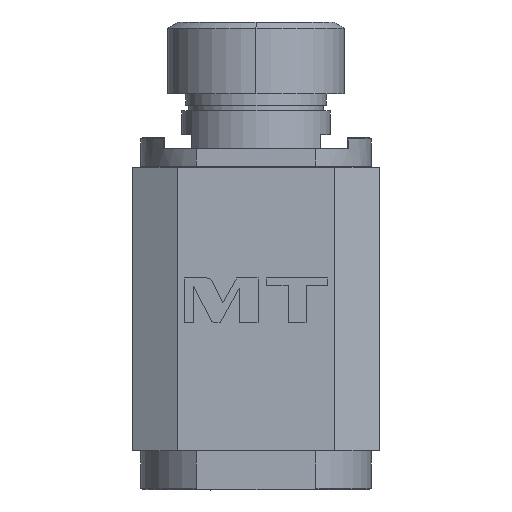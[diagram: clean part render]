
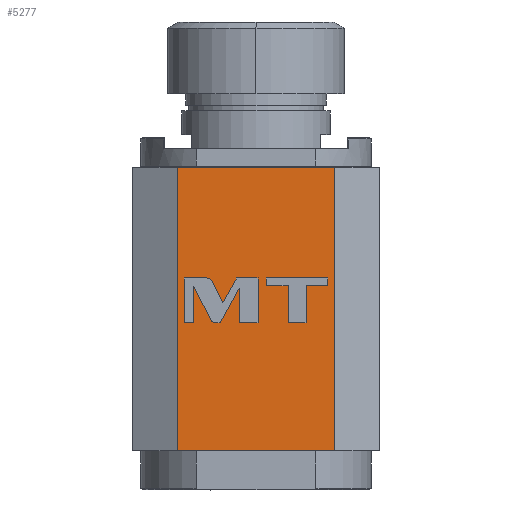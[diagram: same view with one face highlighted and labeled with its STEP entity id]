
A CAD part, left-side view. The second image highlights one B-rep face of the part: STEP entity #5277.
In plain terms, the highlighted planar face has unit normal (-1, 0, 0).
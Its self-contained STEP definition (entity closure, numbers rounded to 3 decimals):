
#1=DIRECTION('',(0.,0.,1.));
#2=VECTOR('',#1,101.);
#3=CARTESIAN_POINT('',(-112.,28.,-53.5));
#4=LINE('',#3,#2);
#5=DIRECTION('',(0.,-1.,0.));
#6=VECTOR('',#5,56.);
#7=CARTESIAN_POINT('',(-112.,28.,47.5));
#8=LINE('',#7,#6);
#9=DIRECTION('',(0.,0.,1.));
#10=VECTOR('',#9,101.);
#11=CARTESIAN_POINT('',(-112.,-28.,-53.5));
#12=LINE('',#11,#10);
#13=DIRECTION('',(0.,1.,0.));
#14=VECTOR('',#13,56.);
#15=CARTESIAN_POINT('',(-112.,-28.,-53.5));
#16=LINE('',#15,#14);
#17=CARTESIAN_POINT('',(-112.,15.816,6.958));
#18=CARTESIAN_POINT('',(-112.,16.148,7.601));
#19=CARTESIAN_POINT('',(-112.,16.804,8.));
#20=CARTESIAN_POINT('',(-112.,17.528,8.));
#22=DIRECTION('',(0.,1.,0.));
#23=VECTOR('',#22,8.043);
#24=CARTESIAN_POINT('',(-112.,17.528,8.));
#25=LINE('',#24,#23);
#26=DIRECTION('',(0.,0.,-1.));
#27=VECTOR('',#26,16.);
#28=CARTESIAN_POINT('',(-112.,25.571,8.));
#29=LINE('',#28,#27);
#30=DIRECTION('',(0.,-1.,0.));
#31=VECTOR('',#30,3.328);
#32=CARTESIAN_POINT('',(-112.,25.571,-8.));
#33=LINE('',#32,#31);
#34=DIRECTION('',(0.,0.,1.));
#35=VECTOR('',#34,12.962);
#36=CARTESIAN_POINT('',(-112.,22.243,-8.));
#37=LINE('',#36,#35);
#38=DIRECTION('',(0.,-0.459,-0.888));
#39=VECTOR('',#38,13.419);
#40=CARTESIAN_POINT('',(-112.,22.243,4.962));
#41=LINE('',#40,#39);
#42=CARTESIAN_POINT('',(-112.,16.08,-6.958));
#43=CARTESIAN_POINT('',(-112.,15.747,-7.601));
#44=CARTESIAN_POINT('',(-112.,15.091,-8.));
#45=CARTESIAN_POINT('',(-112.,14.367,-8.));
#47=DIRECTION('',(0.,-1.,0.));
#48=VECTOR('',#47,1.669);
#49=CARTESIAN_POINT('',(-112.,14.367,-8.));
#50=LINE('',#49,#48);
#51=DIRECTION('',(0.,-0.481,0.877));
#52=VECTOR('',#51,13.883);
#53=CARTESIAN_POINT('',(-112.,12.698,-8.));
#54=LINE('',#53,#52);
#55=DIRECTION('',(0.,0.,-1.));
#56=VECTOR('',#55,12.17);
#57=CARTESIAN_POINT('',(-112.,6.018,4.17));
#58=LINE('',#57,#56);
#59=DIRECTION('',(0.,-1.,0.));
#60=VECTOR('',#59,6.733);
#61=CARTESIAN_POINT('',(-112.,6.018,-8.));
#62=LINE('',#61,#60);
#63=DIRECTION('',(0.,0.,1.));
#64=VECTOR('',#63,16.);
#65=CARTESIAN_POINT('',(-112.,-0.715,-8.));
#66=LINE('',#65,#64);
#67=DIRECTION('',(0.,1.,0.));
#68=VECTOR('',#67,7.59);
#69=CARTESIAN_POINT('',(-112.,-0.715,8.));
#70=LINE('',#69,#68);
#71=DIRECTION('',(0.,0.481,-0.877));
#72=VECTOR('',#71,10.144);
#73=CARTESIAN_POINT('',(-112.,6.875,8.));
#74=LINE('',#73,#72);
#75=DIRECTION('',(0.,0.459,0.888));
#76=VECTOR('',#75,8.838);
#77=CARTESIAN_POINT('',(-112.,11.756,-0.893));
#78=LINE('',#77,#76);
#79=DIRECTION('',(0.,0.,-1.));
#80=VECTOR('',#79,13.275);
#81=CARTESIAN_POINT('',(-112.,-11.475,5.275));
#82=LINE('',#81,#80);
#83=DIRECTION('',(0.,-1.,0.));
#84=VECTOR('',#83,6.337);
#85=CARTESIAN_POINT('',(-112.,-11.475,-8.));
#86=LINE('',#85,#84);
#87=DIRECTION('',(0.,0.,1.));
#88=VECTOR('',#87,13.275);
#89=CARTESIAN_POINT('',(-112.,-17.812,-8.));
#90=LINE('',#89,#88);
#91=DIRECTION('',(0.,-1.,0.));
#92=VECTOR('',#91,7.757);
#93=CARTESIAN_POINT('',(-112.,-17.812,5.275));
#94=LINE('',#93,#92);
#95=DIRECTION('',(0.,0.,1.));
#96=VECTOR('',#95,2.725);
#97=CARTESIAN_POINT('',(-112.,-25.569,5.275));
#98=LINE('',#97,#96);
#99=DIRECTION('',(0.,1.,0.));
#100=VECTOR('',#99,21.851);
#101=CARTESIAN_POINT('',(-112.,-25.569,8.));
#102=LINE('',#101,#100);
#103=DIRECTION('',(0.,0.,-1.));
#104=VECTOR('',#103,2.725);
#105=CARTESIAN_POINT('',(-112.,-3.718,8.));
#106=LINE('',#105,#104);
#107=DIRECTION('',(0.,-1.,0.));
#108=VECTOR('',#107,7.757);
#109=CARTESIAN_POINT('',(-112.,-3.718,5.275));
#110=LINE('',#109,#108);
#4387=CARTESIAN_POINT('',(-112.,28.,-53.5));
#4388=CARTESIAN_POINT('',(-112.,28.,47.5));
#4389=VERTEX_POINT('',#4387);
#4390=VERTEX_POINT('',#4388);
#4391=CARTESIAN_POINT('',(-112.,-28.,-53.5));
#4392=CARTESIAN_POINT('',(-112.,-28.,47.5));
#4393=VERTEX_POINT('',#4391);
#4394=VERTEX_POINT('',#4392);
#5166=CARTESIAN_POINT('',(-112.,15.816,6.958));
#5167=VERTEX_POINT('',#5166);
#5168=CARTESIAN_POINT('',(-112.,17.528,8.));
#5169=VERTEX_POINT('',#5168);
#5170=CARTESIAN_POINT('',(-112.,25.571,8.));
#5171=VERTEX_POINT('',#5170);
#5172=CARTESIAN_POINT('',(-112.,25.571,-8.));
#5173=VERTEX_POINT('',#5172);
#5174=CARTESIAN_POINT('',(-112.,22.243,-8.));
#5175=VERTEX_POINT('',#5174);
#5176=CARTESIAN_POINT('',(-112.,22.243,4.962));
#5177=VERTEX_POINT('',#5176);
#5178=CARTESIAN_POINT('',(-112.,16.08,-6.958));
#5179=VERTEX_POINT('',#5178);
#5180=CARTESIAN_POINT('',(-112.,14.367,-8.));
#5181=VERTEX_POINT('',#5180);
#5182=CARTESIAN_POINT('',(-112.,12.698,-8.));
#5183=VERTEX_POINT('',#5182);
#5184=CARTESIAN_POINT('',(-112.,6.018,4.17));
#5185=VERTEX_POINT('',#5184);
#5186=CARTESIAN_POINT('',(-112.,6.018,-8.));
#5187=VERTEX_POINT('',#5186);
#5188=CARTESIAN_POINT('',(-112.,-0.715,-8.));
#5189=VERTEX_POINT('',#5188);
#5190=CARTESIAN_POINT('',(-112.,-0.715,8.));
#5191=VERTEX_POINT('',#5190);
#5192=CARTESIAN_POINT('',(-112.,6.875,8.));
#5193=VERTEX_POINT('',#5192);
#5194=CARTESIAN_POINT('',(-112.,11.756,-0.893));
#5195=VERTEX_POINT('',#5194);
#5196=CARTESIAN_POINT('',(-112.,-11.475,5.275));
#5197=VERTEX_POINT('',#5196);
#5198=CARTESIAN_POINT('',(-112.,-11.475,-8.));
#5199=VERTEX_POINT('',#5198);
#5200=CARTESIAN_POINT('',(-112.,-17.812,-8.));
#5201=VERTEX_POINT('',#5200);
#5202=CARTESIAN_POINT('',(-112.,-17.812,5.275));
#5203=VERTEX_POINT('',#5202);
#5204=CARTESIAN_POINT('',(-112.,-25.569,5.275));
#5205=VERTEX_POINT('',#5204);
#5206=CARTESIAN_POINT('',(-112.,-25.569,8.));
#5207=VERTEX_POINT('',#5206);
#5208=CARTESIAN_POINT('',(-112.,-3.718,8.));
#5209=VERTEX_POINT('',#5208);
#5210=CARTESIAN_POINT('',(-112.,-3.718,5.275));
#5211=VERTEX_POINT('',#5210);
#5212=CARTESIAN_POINT('',(-112.,0.,0.));
#5213=DIRECTION('',(1.,0.,0.));
#5214=DIRECTION('',(0.,1.,0.));
#5215=AXIS2_PLACEMENT_3D('',#5212,#5213,#5214);
#5216=PLANE('',#5215);
#5218=ORIENTED_EDGE('',*,*,#5217,.T.);
#5220=ORIENTED_EDGE('',*,*,#5219,.T.);
#5222=ORIENTED_EDGE('',*,*,#5221,.F.);
#5224=ORIENTED_EDGE('',*,*,#5223,.T.);
#5225=EDGE_LOOP('',(#5218,#5220,#5222,#5224));
#5226=FACE_OUTER_BOUND('',#5225,.F.);
#5228=ORIENTED_EDGE('',*,*,#5227,.T.);
#5230=ORIENTED_EDGE('',*,*,#5229,.T.);
#5232=ORIENTED_EDGE('',*,*,#5231,.T.);
#5234=ORIENTED_EDGE('',*,*,#5233,.T.);
#5236=ORIENTED_EDGE('',*,*,#5235,.T.);
#5238=ORIENTED_EDGE('',*,*,#5237,.T.);
#5240=ORIENTED_EDGE('',*,*,#5239,.T.);
#5242=ORIENTED_EDGE('',*,*,#5241,.T.);
#5244=ORIENTED_EDGE('',*,*,#5243,.T.);
#5246=ORIENTED_EDGE('',*,*,#5245,.T.);
#5248=ORIENTED_EDGE('',*,*,#5247,.T.);
#5250=ORIENTED_EDGE('',*,*,#5249,.T.);
#5252=ORIENTED_EDGE('',*,*,#5251,.T.);
#5254=ORIENTED_EDGE('',*,*,#5253,.T.);
#5256=ORIENTED_EDGE('',*,*,#5255,.T.);
#5257=EDGE_LOOP('',(#5228,#5230,#5232,#5234,#5236,#5238,#5240,#5242,#5244,#5246,
#5248,#5250,#5252,#5254,#5256));
#5258=FACE_BOUND('',#5257,.F.);
#5260=ORIENTED_EDGE('',*,*,#5259,.T.);
#5262=ORIENTED_EDGE('',*,*,#5261,.T.);
#5264=ORIENTED_EDGE('',*,*,#5263,.T.);
#5266=ORIENTED_EDGE('',*,*,#5265,.T.);
#5268=ORIENTED_EDGE('',*,*,#5267,.T.);
#5270=ORIENTED_EDGE('',*,*,#5269,.T.);
#5272=ORIENTED_EDGE('',*,*,#5271,.T.);
#5274=ORIENTED_EDGE('',*,*,#5273,.T.);
#5275=EDGE_LOOP('',(#5260,#5262,#5264,#5266,#5268,#5270,#5272,#5274));
#5276=FACE_BOUND('',#5275,.F.);
#5277=ADVANCED_FACE('',(#5226,#5258,#5276),#5216,.F.);
#21=B_SPLINE_CURVE_WITH_KNOTS('',3,(#17,#18,#19,#20),.UNSPECIFIED.,.F.,.F.,(4,
4),(0.,1.),.UNSPECIFIED.);
#46=B_SPLINE_CURVE_WITH_KNOTS('',3,(#42,#43,#44,#45),.UNSPECIFIED.,.F.,.F.,(4,
4),(0.,1.),.UNSPECIFIED.);
#5217=EDGE_CURVE('',#4389,#4390,#4,.T.);
#5219=EDGE_CURVE('',#4390,#4394,#8,.T.);
#5221=EDGE_CURVE('',#4393,#4394,#12,.T.);
#5223=EDGE_CURVE('',#4393,#4389,#16,.T.);
#5227=EDGE_CURVE('',#5167,#5169,#21,.T.);
#5229=EDGE_CURVE('',#5169,#5171,#25,.T.);
#5231=EDGE_CURVE('',#5171,#5173,#29,.T.);
#5233=EDGE_CURVE('',#5173,#5175,#33,.T.);
#5235=EDGE_CURVE('',#5175,#5177,#37,.T.);
#5237=EDGE_CURVE('',#5177,#5179,#41,.T.);
#5239=EDGE_CURVE('',#5179,#5181,#46,.T.);
#5241=EDGE_CURVE('',#5181,#5183,#50,.T.);
#5243=EDGE_CURVE('',#5183,#5185,#54,.T.);
#5245=EDGE_CURVE('',#5185,#5187,#58,.T.);
#5247=EDGE_CURVE('',#5187,#5189,#62,.T.);
#5249=EDGE_CURVE('',#5189,#5191,#66,.T.);
#5251=EDGE_CURVE('',#5191,#5193,#70,.T.);
#5253=EDGE_CURVE('',#5193,#5195,#74,.T.);
#5255=EDGE_CURVE('',#5195,#5167,#78,.T.);
#5259=EDGE_CURVE('',#5197,#5199,#82,.T.);
#5261=EDGE_CURVE('',#5199,#5201,#86,.T.);
#5263=EDGE_CURVE('',#5201,#5203,#90,.T.);
#5265=EDGE_CURVE('',#5203,#5205,#94,.T.);
#5267=EDGE_CURVE('',#5205,#5207,#98,.T.);
#5269=EDGE_CURVE('',#5207,#5209,#102,.T.);
#5271=EDGE_CURVE('',#5209,#5211,#106,.T.);
#5273=EDGE_CURVE('',#5211,#5197,#110,.T.);
